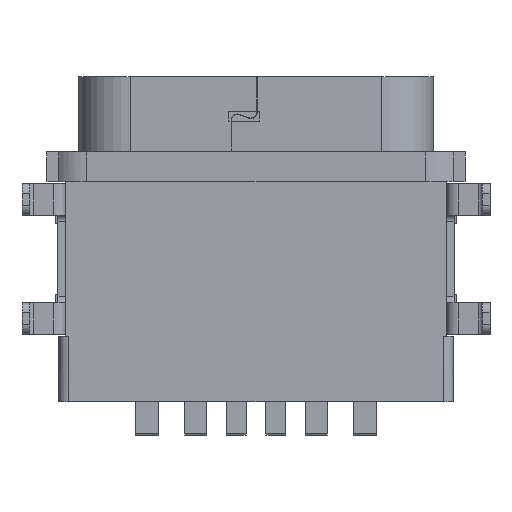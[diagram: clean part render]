
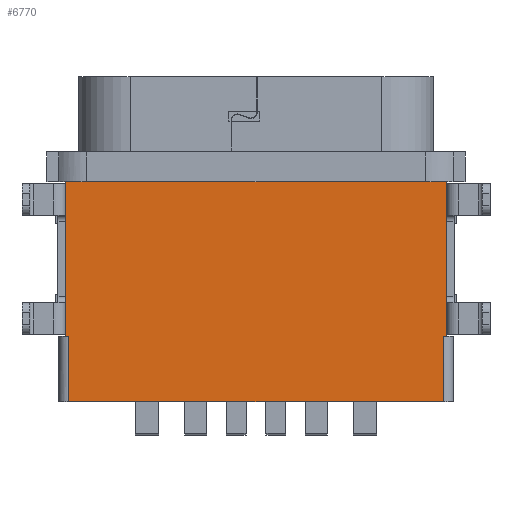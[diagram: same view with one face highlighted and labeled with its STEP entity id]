
A CAD part, front view. The second image highlights one B-rep face of the part: STEP entity #6770.
In plain terms, the highlighted planar face has unit normal (0, -1, 0).
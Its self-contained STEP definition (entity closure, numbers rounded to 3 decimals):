
#122 = ORIENTED_EDGE ( 'NONE', *, *, #21341, .F. ) ;
#275 = ORIENTED_EDGE ( 'NONE', *, *, #4719, .F. ) ;
#1272 = LINE ( 'NONE', #1991, #23449 ) ;
#1800 = DIRECTION ( 'NONE',  ( 0., 0., 1. ) ) ;
#1991 = CARTESIAN_POINT ( 'NONE',  ( 4.72, 0.15, -2.45 ) ) ;
#2259 = CARTESIAN_POINT ( 'NONE',  ( -4.795, 0.15, -2.45 ) ) ;
#3290 = EDGE_LOOP ( 'NONE', ( #3658, #122, #23943, #17325, #28118, #275, #7771, #4173 ) ) ;
#3477 = VERTEX_POINT ( 'NONE', #27877 ) ;
#3658 = ORIENTED_EDGE ( 'NONE', *, *, #12781, .F. ) ;
#3829 = VERTEX_POINT ( 'NONE', #17790 ) ;
#4173 = ORIENTED_EDGE ( 'NONE', *, *, #27983, .F. ) ;
#4719 = EDGE_CURVE ( 'NONE', #25814, #3829, #14428, .T. ) ;
#6230 = VECTOR ( 'NONE', #7785, 1000. ) ;
#6350 = AXIS2_PLACEMENT_3D ( 'NONE', #20414, #11916, #7341 ) ;
#6770 = ADVANCED_FACE ( 'NONE', ( #7098 ), #24603, .T. ) ;
#7098 = FACE_OUTER_BOUND ( 'NONE', #3290, .T. ) ;
#7290 = LINE ( 'NONE', #27610, #24688 ) ;
#7341 = DIRECTION ( 'NONE',  ( 0., 0., -1. ) ) ;
#7771 = ORIENTED_EDGE ( 'NONE', *, *, #20124, .T. ) ;
#7785 = DIRECTION ( 'NONE',  ( -1., 0., 0. ) ) ;
#8188 = VECTOR ( 'NONE', #22533, 1000. ) ;
#8374 = CARTESIAN_POINT ( 'NONE',  ( 4.795, 0.15, 1.45 ) ) ;
#9199 = LINE ( 'NONE', #12323, #25222 ) ;
#9485 = VERTEX_POINT ( 'NONE', #8374 ) ;
#9663 = CARTESIAN_POINT ( 'NONE',  ( 0., 0.15, -2.45 ) ) ;
#9946 = LINE ( 'NONE', #27745, #18133 ) ;
#10000 = DIRECTION ( 'NONE',  ( -1., 0., 0. ) ) ;
#11817 = CARTESIAN_POINT ( 'NONE',  ( 4.795, 0.15, -2.45 ) ) ;
#11916 = DIRECTION ( 'NONE',  ( 0., -1., 0. ) ) ;
#12323 = CARTESIAN_POINT ( 'NONE',  ( -4.97, 0.15, 1.45 ) ) ;
#12470 = VERTEX_POINT ( 'NONE', #2259 ) ;
#12610 = CARTESIAN_POINT ( 'NONE',  ( -4.795, 0.15, 1.45 ) ) ;
#12781 = EDGE_CURVE ( 'NONE', #12470, #24633, #9946, .T. ) ;
#14020 = LINE ( 'NONE', #9663, #8188 ) ;
#14032 = DIRECTION ( 'NONE',  ( 0., 0., 1. ) ) ;
#14428 = LINE ( 'NONE', #20764, #6230 ) ;
#15009 = DIRECTION ( 'NONE',  ( 0., 0., -1. ) ) ;
#17325 = ORIENTED_EDGE ( 'NONE', *, *, #19203, .F. ) ;
#17682 = EDGE_CURVE ( 'NONE', #3477, #3829, #1272, .T. ) ;
#17790 = CARTESIAN_POINT ( 'NONE',  ( 4.72, 0.15, -2.45 ) ) ;
#18133 = VECTOR ( 'NONE', #27386, 1000. ) ;
#18230 = VERTEX_POINT ( 'NONE', #19763 ) ;
#19203 = EDGE_CURVE ( 'NONE', #3477, #23459, #7290, .T. ) ;
#19382 = CARTESIAN_POINT ( 'NONE',  ( -4.72, 0.15, -4.1 ) ) ;
#19763 = CARTESIAN_POINT ( 'NONE',  ( -4.72, 0.15, -2.45 ) ) ;
#20124 = EDGE_CURVE ( 'NONE', #25814, #9485, #26358, .T. ) ;
#20414 = CARTESIAN_POINT ( 'NONE',  ( 0., 0.15, 0. ) ) ;
#20764 = CARTESIAN_POINT ( 'NONE',  ( 0., 0.15, -2.45 ) ) ;
#21240 = VECTOR ( 'NONE', #14032, 1000. ) ;
#21341 = EDGE_CURVE ( 'NONE', #18230, #12470, #14020, .T. ) ;
#22488 = CARTESIAN_POINT ( 'NONE',  ( -4.72, 0.15, -4.1 ) ) ;
#22533 = DIRECTION ( 'NONE',  ( -1., 0., 0. ) ) ;
#23302 = DIRECTION ( 'NONE',  ( 1., 0., 0. ) ) ;
#23449 = VECTOR ( 'NONE', #1800, 1000. ) ;
#23459 = VERTEX_POINT ( 'NONE', #22488 ) ;
#23943 = ORIENTED_EDGE ( 'NONE', *, *, #28038, .T. ) ;
#24538 = VECTOR ( 'NONE', #15009, 1000. ) ;
#24603 = PLANE ( 'NONE',  #6350 ) ;
#24633 = VERTEX_POINT ( 'NONE', #12610 ) ;
#24688 = VECTOR ( 'NONE', #10000, 1000. ) ;
#25222 = VECTOR ( 'NONE', #23302, 1000. ) ;
#25814 = VERTEX_POINT ( 'NONE', #26064 ) ;
#26064 = CARTESIAN_POINT ( 'NONE',  ( 4.795, 0.15, -2.45 ) ) ;
#26358 = LINE ( 'NONE', #11817, #21240 ) ;
#27386 = DIRECTION ( 'NONE',  ( 0., 0., 1. ) ) ;
#27610 = CARTESIAN_POINT ( 'NONE',  ( -4.97, 0.15, -4.1 ) ) ;
#27745 = CARTESIAN_POINT ( 'NONE',  ( -4.795, 0.15, -2.45 ) ) ;
#27877 = CARTESIAN_POINT ( 'NONE',  ( 4.72, 0.15, -4.1 ) ) ;
#27943 = LINE ( 'NONE', #19382, #24538 ) ;
#27983 = EDGE_CURVE ( 'NONE', #24633, #9485, #9199, .T. ) ;
#28038 = EDGE_CURVE ( 'NONE', #18230, #23459, #27943, .T. ) ;
#28118 = ORIENTED_EDGE ( 'NONE', *, *, #17682, .T. ) ;
